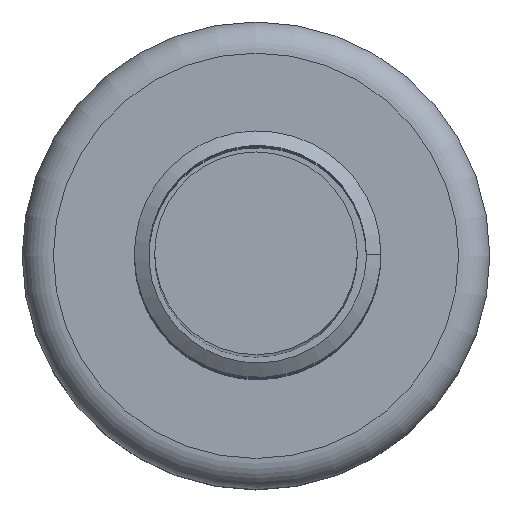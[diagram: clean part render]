
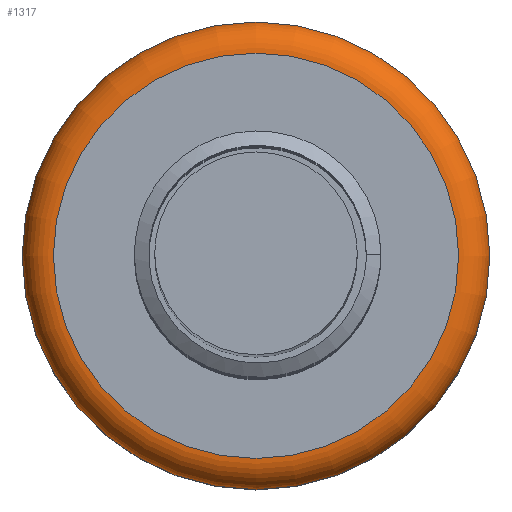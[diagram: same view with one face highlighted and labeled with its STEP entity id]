
A CAD part, top view. The second image highlights one B-rep face of the part: STEP entity #1317.
In plain terms, the highlighted toroidal (fillet/blend) face has major radius 2.6 mm and minor radius 0.4 mm.
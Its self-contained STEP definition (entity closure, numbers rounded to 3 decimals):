
#487 = PLANE('',#488);
#488 = AXIS2_PLACEMENT_3D('',#489,#490,#491);
#489 = CARTESIAN_POINT('',(0.,0.,3.)
  );
#490 = DIRECTION('',(0.,0.,1.));
#491 = DIRECTION('',(1.,0.,0.));
#997 = EDGE_CURVE('',#998,#998,#1000,.T.);
#998 = VERTEX_POINT('',#999);
#999 = CARTESIAN_POINT('',(2.6,0.,3.));
#1000 = SURFACE_CURVE('',#1001,(#1006,#1013),.PCURVE_S1.);
#1001 = CIRCLE('',#1002,2.6);
#1002 = AXIS2_PLACEMENT_3D('',#1003,#1004,#1005);
#1003 = CARTESIAN_POINT('',(0.,0.,3.));
#1004 = DIRECTION('',(0.,0.,1.));
#1005 = DIRECTION('',(1.,0.,0.));
#1006 = PCURVE('',#487,#1007);
#1007 = DEFINITIONAL_REPRESENTATION('',(#1008),#1012);
#1008 = CIRCLE('',#1009,2.6);
#1009 = AXIS2_PLACEMENT_2D('',#1010,#1011);
#1010 = CARTESIAN_POINT('',(0.,0.));
#1011 = DIRECTION('',(1.,0.));
#1012 = ( GEOMETRIC_REPRESENTATION_CONTEXT(2) 
PARAMETRIC_REPRESENTATION_CONTEXT() REPRESENTATION_CONTEXT('2D SPACE',''
  ) );
#1013 = PCURVE('',#1014,#1019);
#1014 = TOROIDAL_SURFACE('',#1015,2.6,0.4);
#1015 = AXIS2_PLACEMENT_3D('',#1016,#1017,#1018);
#1016 = CARTESIAN_POINT('',(0.,0.,2.6));
#1017 = DIRECTION('',(0.,0.,1.));
#1018 = DIRECTION('',(1.,0.,0.));
#1019 = DEFINITIONAL_REPRESENTATION('',(#1020),#1024);
#1020 = LINE('',#1021,#1022);
#1021 = CARTESIAN_POINT('',(0.,1.571));
#1022 = VECTOR('',#1023,1.);
#1023 = DIRECTION('',(1.,0.));
#1024 = ( GEOMETRIC_REPRESENTATION_CONTEXT(2) 
PARAMETRIC_REPRESENTATION_CONTEXT() REPRESENTATION_CONTEXT('2D SPACE',''
  ) );
#1317 = ADVANCED_FACE('',(#1318),#1014,.T.);
#1318 = FACE_BOUND('',#1319,.T.);
#1319 = EDGE_LOOP('',(#1320,#1342,#1369,#1370));
#1320 = ORIENTED_EDGE('',*,*,#1321,.F.);
#1321 = EDGE_CURVE('',#1322,#998,#1324,.T.);
#1322 = VERTEX_POINT('',#1323);
#1323 = CARTESIAN_POINT('',(3.,0.,2.6));
#1324 = SEAM_CURVE('',#1325,(#1330,#1336),.PCURVE_S1.);
#1325 = CIRCLE('',#1326,0.4);
#1326 = AXIS2_PLACEMENT_3D('',#1327,#1328,#1329);
#1327 = CARTESIAN_POINT('',(2.6,0.,2.6));
#1328 = DIRECTION('',(0.,-1.,0.));
#1329 = DIRECTION('',(1.,0.,0.));
#1330 = PCURVE('',#1014,#1331);
#1331 = DEFINITIONAL_REPRESENTATION('',(#1332),#1335);
#1332 = B_SPLINE_CURVE_WITH_KNOTS('',1,(#1333,#1334),.UNSPECIFIED.,.F.,
  .F.,(2,2),(0.,1.571),.PIECEWISE_BEZIER_KNOTS.);
#1333 = CARTESIAN_POINT('',(0.,0.));
#1334 = CARTESIAN_POINT('',(0.,1.571));
#1335 = ( GEOMETRIC_REPRESENTATION_CONTEXT(2) 
PARAMETRIC_REPRESENTATION_CONTEXT() REPRESENTATION_CONTEXT('2D SPACE',''
  ) );
#1336 = PCURVE('',#1014,#1337);
#1337 = DEFINITIONAL_REPRESENTATION('',(#1338),#1341);
#1338 = B_SPLINE_CURVE_WITH_KNOTS('',1,(#1339,#1340),.UNSPECIFIED.,.F.,
  .F.,(2,2),(0.,1.571),.PIECEWISE_BEZIER_KNOTS.);
#1339 = CARTESIAN_POINT('',(6.283,0.));
#1340 = CARTESIAN_POINT('',(6.283,1.571));
#1341 = ( GEOMETRIC_REPRESENTATION_CONTEXT(2) 
PARAMETRIC_REPRESENTATION_CONTEXT() REPRESENTATION_CONTEXT('2D SPACE',''
  ) );
#1342 = ORIENTED_EDGE('',*,*,#1343,.T.);
#1343 = EDGE_CURVE('',#1322,#1322,#1344,.T.);
#1344 = SURFACE_CURVE('',#1345,(#1350,#1357),.PCURVE_S1.);
#1345 = CIRCLE('',#1346,3.);
#1346 = AXIS2_PLACEMENT_3D('',#1347,#1348,#1349);
#1347 = CARTESIAN_POINT('',(0.,0.,2.6));
#1348 = DIRECTION('',(0.,0.,1.));
#1349 = DIRECTION('',(1.,0.,0.));
#1350 = PCURVE('',#1014,#1351);
#1351 = DEFINITIONAL_REPRESENTATION('',(#1352),#1356);
#1352 = LINE('',#1353,#1354);
#1353 = CARTESIAN_POINT('',(0.,0.));
#1354 = VECTOR('',#1355,1.);
#1355 = DIRECTION('',(1.,0.));
#1356 = ( GEOMETRIC_REPRESENTATION_CONTEXT(2) 
PARAMETRIC_REPRESENTATION_CONTEXT() REPRESENTATION_CONTEXT('2D SPACE',''
  ) );
#1357 = PCURVE('',#1358,#1363);
#1358 = CYLINDRICAL_SURFACE('',#1359,3.);
#1359 = AXIS2_PLACEMENT_3D('',#1360,#1361,#1362);
#1360 = CARTESIAN_POINT('',(0.,0.,0.));
#1361 = DIRECTION('',(0.,0.,-1.));
#1362 = DIRECTION('',(1.,0.,0.));
#1363 = DEFINITIONAL_REPRESENTATION('',(#1364),#1368);
#1364 = LINE('',#1365,#1366);
#1365 = CARTESIAN_POINT('',(0.,-2.6));
#1366 = VECTOR('',#1367,1.);
#1367 = DIRECTION('',(-1.,0.));
#1368 = ( GEOMETRIC_REPRESENTATION_CONTEXT(2) 
PARAMETRIC_REPRESENTATION_CONTEXT() REPRESENTATION_CONTEXT('2D SPACE',''
  ) );
#1369 = ORIENTED_EDGE('',*,*,#1321,.T.);
#1370 = ORIENTED_EDGE('',*,*,#997,.F.);
